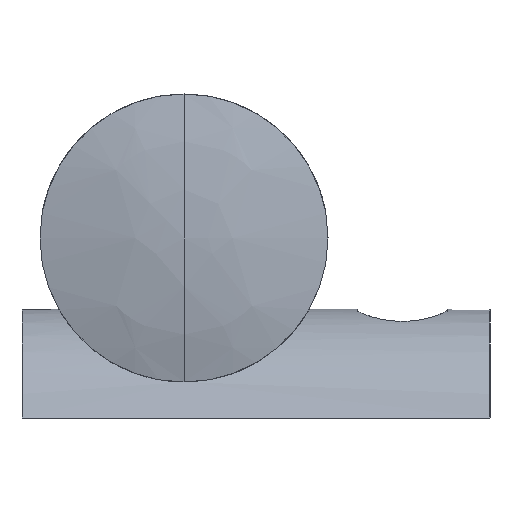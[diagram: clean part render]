
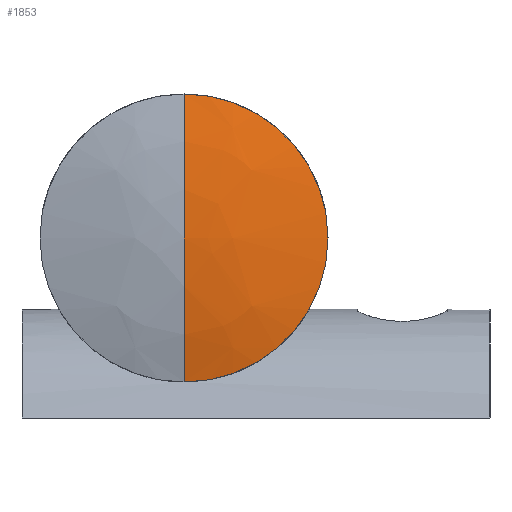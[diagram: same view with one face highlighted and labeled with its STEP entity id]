
A CAD part, left-side view. The second image highlights one B-rep face of the part: STEP entity #1853.
In plain terms, the highlighted free-form (B-spline) face has degree [2, 2] with [7, 9] control points.
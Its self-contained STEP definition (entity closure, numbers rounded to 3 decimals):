
#1707=CARTESIAN_POINT('POINT86',(2.,
   0.,16.));
#1708=VERTEX_POINT('VERTEX86',#1707);
#1715=CARTESIAN_POINT('POINT87',(2.,
   0.,-16.));
#1716=VERTEX_POINT('VERTEX87',#1715);
#1717=CARTESIAN_POINT('POS151',(2.,0.,
   0.));
#1718=DIRECTION('DIR226',(-1.,0.,
   0.));
#1719=DIRECTION('DIR227',(0.,0.,
   -1.));
#1720=AXIS2_PLACEMENT_3D('AXIS76',#1717,#1718,#1719);
#1721=CIRCLE('ELLIPSE30',#1720,16.);
#1722=EDGE_CURVE('EDGE128',#1716,#1708,#1721,.T.);
#1770=CARTESIAN_POINT('POINT88',(0.,
   0.,0.));
#1771=VERTEX_POINT('VERTEX88',#1770);
#1772=CARTESIAN_POINT('POS155',(64.,
   0.,-0.125));
#1773=DIRECTION('DIR232',(0.,-1.,
   0.));
#1774=DIRECTION('DIR233',(0.,0.,
   -1.));
#1775=AXIS2_PLACEMENT_3D('AXIS78',#1772,#1773,#1774);
#1776=CIRCLE('ELLIPSE31',#1775,64.);
#1777=EDGE_CURVE('EDGE132',#1771,#1716,#1776,.T.);
#1778=ORIENTED_EDGE('COEDGE261',*,*,#1777,.T.);
#1779=ORIENTED_EDGE('COEDGE262',*,*,#1722,.T.);
#1780=CARTESIAN_POINT('POS156',(64.,
   0.,0.125));
#1781=DIRECTION('DIR234',(0.,-1.,
   0.));
#1782=DIRECTION('DIR235',(0.,0.,
   1.));
#1783=AXIS2_PLACEMENT_3D('AXIS79',#1780,#1781,#1782);
#1784=CIRCLE('ELLIPSE32',#1783,64.);
#1785=EDGE_CURVE('EDGE133',#1708,#1771,#1784,.T.);
#1786=ORIENTED_EDGE('COEDGE263',*,*,#1785,.T.);
#1787=EDGE_LOOP('NONE',(#1778,#1779,#1786));
#1788=FACE_BOUND('LOOP1',#1787,.T.);
#1789=(BOUNDED_SURFACE() B_SPLINE_SURFACE(2,2,((#1790,#1791,#1792,#1793,
   #1794,#1795,#1796,#1797,#1798),(#1799,#1800,#1801,#1802,#1803,#1804,
   #1805,#1806,#1807),(#1808,#1809,#1810,#1811,#1812,#1813,#1814,#1815,
   #1816),(#1817,#1818,#1819,#1820,#1821,#1822,#1823,#1824,#1825),(#1826
   ,#1827,#1828,#1829,#1830,#1831,#1832,#1833,#1834),(#1835,#1836,#1837,
   #1838,#1839,#1840,#1841,#1842,#1843),(#1844,#1845,#1846,#1847,#1848,
   #1849,#1850,#1851,#1852)),.UNSPECIFIED.,.F.,.T.,.U.) 
   B_SPLINE_SURFACE_WITH_KNOTS((3,2,2,3),(3,2,2,2,3),(
   1.569,2.617,3.666,
   4.714),(0.,1.571,
   3.142,4.712,6.283),
   .UNSPECIFIED.) GEOMETRIC_REPRESENTATION_ITEM() 
   RATIONAL_B_SPLINE_SURFACE(((1.,0.707,1.,
   0.707,1.,0.707,1.,
   0.707,1.),(0.866,
   0.612,0.866,0.612,
   0.866,0.612,0.866,
   0.612,0.866),(1.,
   0.707,1.,0.707,1.,
   0.707,1.,0.707,1.),(
   0.866,0.612,0.866,
   0.612,0.866,0.612,
   0.866,0.612,0.866),(
   1.,0.707,1.,0.707,
   1.,0.707,1.,0.707,
   1.),(0.866,0.612,
   0.866,0.612,0.866,
   0.612,0.866,0.612,
   0.866),(1.,0.707,1.,
   0.707,1.,0.707,1.,
   0.707,1.))) REPRESENTATION_ITEM('SPLINE_SURF2')
    SURFACE());
#1790=CARTESIAN_POINT('',(0.,0.,
   0.));
#1791=CARTESIAN_POINT('',(0.,0.,
   0.));
#1792=CARTESIAN_POINT('',(0.,0.,
   0.));
#1793=CARTESIAN_POINT('',(0.,0.,
   0.));
#1794=CARTESIAN_POINT('',(0.,0.,
   0.));
#1795=CARTESIAN_POINT('',(0.,0.,
   0.));
#1796=CARTESIAN_POINT('',(0.,0.,
   0.));
#1797=CARTESIAN_POINT('',(0.,0.,
   0.));
#1798=CARTESIAN_POINT('',(0.,0.,
   0.));
#1799=CARTESIAN_POINT('',(-0.072,0.,
   37.006));
#1800=CARTESIAN_POINT('',(-0.072,37.006,
   37.006));
#1801=CARTESIAN_POINT('',(-0.072,37.006,
   0.));
#1802=CARTESIAN_POINT('',(-0.072,37.006,
   -37.006));
#1803=CARTESIAN_POINT('',(-0.072,0.,
   -37.006));
#1804=CARTESIAN_POINT('',(-0.072,-37.006,
   -37.006));
#1805=CARTESIAN_POINT('',(-0.072,-37.006,
   0.));
#1806=CARTESIAN_POINT('',(-0.072,-37.006,
   37.006));
#1807=CARTESIAN_POINT('',(-0.072,0.,
   37.006));
#1808=CARTESIAN_POINT('',(31.964,0.,
   55.53));
#1809=CARTESIAN_POINT('',(31.964,55.53,
   55.53));
#1810=CARTESIAN_POINT('',(31.964,55.53,
   0.));
#1811=CARTESIAN_POINT('',(31.964,55.53,
   -55.53));
#1812=CARTESIAN_POINT('',(31.964,0.,
   -55.53));
#1813=CARTESIAN_POINT('',(31.964,-55.53,
   -55.53));
#1814=CARTESIAN_POINT('',(31.964,-55.53,
   0.));
#1815=CARTESIAN_POINT('',(31.964,-55.53,
   55.53));
#1816=CARTESIAN_POINT('',(31.964,0.,
   55.53));
#1817=CARTESIAN_POINT('',(64.,0.,
   74.054));
#1818=CARTESIAN_POINT('',(64.,74.054,
   74.054));
#1819=CARTESIAN_POINT('',(64.,74.054,
   0.));
#1820=CARTESIAN_POINT('',(64.,74.054,
   -74.054));
#1821=CARTESIAN_POINT('',(64.,0.,
   -74.054));
#1822=CARTESIAN_POINT('',(64.,-74.054,
   -74.054));
#1823=CARTESIAN_POINT('',(64.,-74.054,
   0.));
#1824=CARTESIAN_POINT('',(64.,-74.054,
   74.054));
#1825=CARTESIAN_POINT('',(64.,0.,
   74.054));
#1826=CARTESIAN_POINT('',(96.036,0.,
   55.53));
#1827=CARTESIAN_POINT('',(96.036,55.53,
   55.53));
#1828=CARTESIAN_POINT('',(96.036,55.53,
   0.));
#1829=CARTESIAN_POINT('',(96.036,55.53,
   -55.53));
#1830=CARTESIAN_POINT('',(96.036,0.,
   -55.53));
#1831=CARTESIAN_POINT('',(96.036,-55.53,
   -55.53));
#1832=CARTESIAN_POINT('',(96.036,-55.53,
   0.));
#1833=CARTESIAN_POINT('',(96.036,-55.53,
   55.53));
#1834=CARTESIAN_POINT('',(96.036,0.,
   55.53));
#1835=CARTESIAN_POINT('',(128.072,0.,
   37.006));
#1836=CARTESIAN_POINT('',(128.072,37.006,
   37.006));
#1837=CARTESIAN_POINT('',(128.072,37.006,
   0.));
#1838=CARTESIAN_POINT('',(128.072,37.006,
   -37.006));
#1839=CARTESIAN_POINT('',(128.072,0.,
   -37.006));
#1840=CARTESIAN_POINT('',(128.072,-37.006,
   -37.006));
#1841=CARTESIAN_POINT('',(128.072,-37.006,
   0.));
#1842=CARTESIAN_POINT('',(128.072,-37.006,
   37.006));
#1843=CARTESIAN_POINT('',(128.072,0.,
   37.006));
#1844=CARTESIAN_POINT('',(128.,0.,
   0.));
#1845=CARTESIAN_POINT('',(128.,0.,
   0.));
#1846=CARTESIAN_POINT('',(128.,0.,
   0.));
#1847=CARTESIAN_POINT('',(128.,0.,
   0.));
#1848=CARTESIAN_POINT('',(128.,0.,
   0.));
#1849=CARTESIAN_POINT('',(128.,0.,
   0.));
#1850=CARTESIAN_POINT('',(128.,0.,
   0.));
#1851=CARTESIAN_POINT('',(128.,0.,
   0.));
#1852=CARTESIAN_POINT('',(128.,0.,
   0.));
#1853=ADVANCED_FACE('FACE52',(#1788),#1789,.T.);
